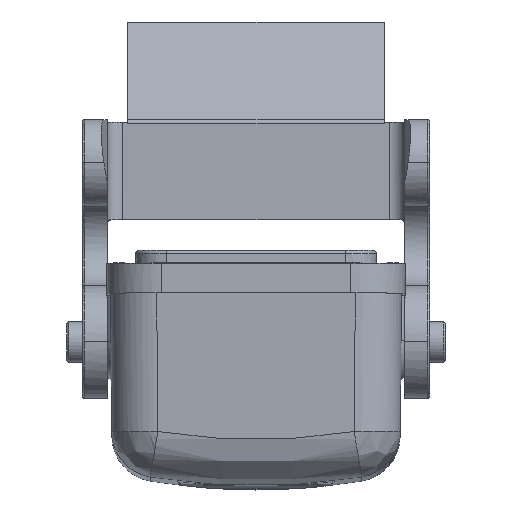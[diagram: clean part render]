
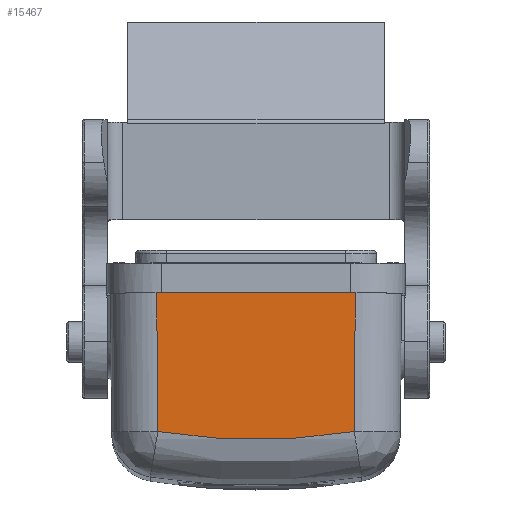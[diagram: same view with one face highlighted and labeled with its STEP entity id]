
A CAD part, top view. The second image highlights one B-rep face of the part: STEP entity #15467.
In plain terms, the highlighted planar face has unit normal (0, 0, 1).
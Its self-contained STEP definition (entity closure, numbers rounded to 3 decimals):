
#1784 = CARTESIAN_POINT ( 'NONE',  ( -9.58, 9.793, 7.626 ) ) ;
#1785 = CARTESIAN_POINT ( 'NONE',  ( -6.415, 9.258, 7.626 ) ) ;
#1786 = CARTESIAN_POINT ( 'NONE',  ( -3.222, 8.991, 7.626 ) ) ;
#1787 = CARTESIAN_POINT ( 'NONE',  ( 3.222, 8.991, 7.626 ) ) ;
#1788 = CARTESIAN_POINT ( 'NONE',  ( 6.415, 9.258, 7.626 ) ) ;
#1789 = CARTESIAN_POINT ( 'NONE',  ( 9.58, 9.793, 7.626 ) ) ;
#1885 = CARTESIAN_POINT ( 'NONE',  ( 9.698, 23.329, 7.626 ) ) ;
#1886 = LINE ( 'NONE', #1887, #2419 ) ;
#1887 = CARTESIAN_POINT ( 'NONE',  ( -9.7, 23.529, 7.626 ) ) ;
#1888 = DIRECTION ( 'NONE',  ( 0.009, -1., 0. ) ) ;
#1889 = LINE ( 'NONE', #1890, #2420 ) ;
#1890 = CARTESIAN_POINT ( 'NONE',  ( 0., 23.329, 7.626 ) ) ;
#1891 = DIRECTION ( 'NONE',  ( 1., 0., 0. ) ) ;
#1892 = CARTESIAN_POINT ( 'NONE',  ( 9.659, 18.817, 7.626 ) ) ;
#1893 = CARTESIAN_POINT ( 'NONE',  ( 9.62, 14.305, 7.626 ) ) ;
#1894 = CARTESIAN_POINT ( 'NONE',  ( 9.58, 9.793, 7.626 ) ) ;
#2419 = VECTOR ( 'NONE', #1888, 1000. ) ;
#2420 = VECTOR ( 'NONE', #1891, 1000. ) ;
#2829 = FACE_OUTER_BOUND ( 'NONE', #14432, .T. ) ;
#2832 = AXIS2_PLACEMENT_3D ( 'NONE', #6368, #6369, #6370 ) ;
#5396 = CARTESIAN_POINT ( 'NONE',  ( 9.698, 23.329, 7.626 ) ) ;
#5397 = CARTESIAN_POINT ( 'NONE',  ( -9.698, 23.329, 7.626 ) ) ;
#5405 = CARTESIAN_POINT ( 'NONE',  ( 9.58, 9.793, 7.626 ) ) ;
#5406 = CARTESIAN_POINT ( 'NONE',  ( -9.58, 9.793, 7.626 ) ) ;
#6367 = PLANE ( 'NONE',  #2832 ) ;
#6368 = CARTESIAN_POINT ( 'NONE',  ( 0., 23.529, 7.626 ) ) ;
#6369 = DIRECTION ( 'NONE',  ( 0., 0., 1. ) ) ;
#6370 = DIRECTION ( 'NONE',  ( 0., -1., 0. ) ) ;
#8998 = B_SPLINE_CURVE_WITH_KNOTS ( 'NONE', 3,
 ( #1784, #1785, #1786, #1787, #1788, #1789 ),
 .UNSPECIFIED., .F., .F.,
 ( 4, 2, 4 ),
 ( 0., 0.5, 1. ),
 .UNSPECIFIED. ) ;
#9007 = B_SPLINE_CURVE_WITH_KNOTS ( 'NONE', 3,
 ( #1885, #1892, #1893, #1894 ),
 .UNSPECIFIED., .F., .F.,
 ( 4, 4 ),
 ( 0.015, 1. ),
 .UNSPECIFIED. ) ;
#12876 = EDGE_CURVE ( 'NONE', #14832, #14831, #8998, .T. ) ;
#12891 = EDGE_CURVE ( 'NONE', #14822, #14832, #1886, .T. ) ;
#12892 = EDGE_CURVE ( 'NONE', #14822, #14821, #1889, .T. ) ;
#12893 = EDGE_CURVE ( 'NONE', #14821, #14831, #9007, .T. ) ;
#13687 = ORIENTED_EDGE ( 'NONE', *, *, #12876, .T. ) ;
#13688 = ORIENTED_EDGE ( 'NONE', *, *, #12892, .F. ) ;
#13689 = ORIENTED_EDGE ( 'NONE', *, *, #12893, .F. ) ;
#13690 = ORIENTED_EDGE ( 'NONE', *, *, #12891, .T. ) ;
#14432 = EDGE_LOOP ( 'NONE', ( #13688, #13690, #13687, #13689 ) ) ;
#14821 = VERTEX_POINT ( 'NONE', #5396 ) ;
#14822 = VERTEX_POINT ( 'NONE', #5397 ) ;
#14831 = VERTEX_POINT ( 'NONE', #5405 ) ;
#14832 = VERTEX_POINT ( 'NONE', #5406 ) ;
#15467 = ADVANCED_FACE ( 'NONE', ( #2829 ), #6367, .T. ) ;
